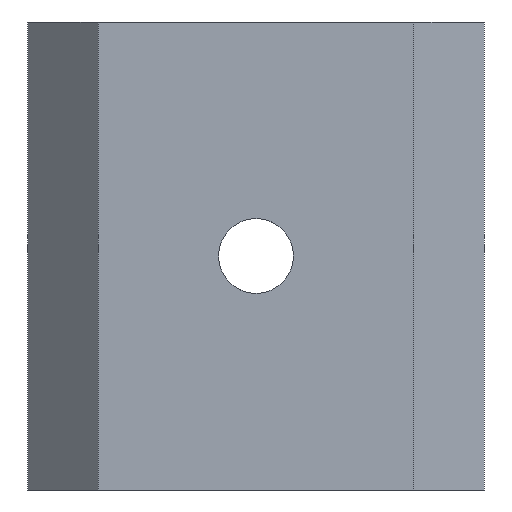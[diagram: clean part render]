
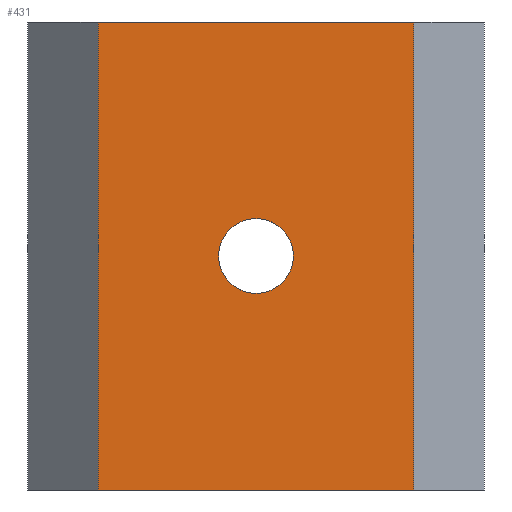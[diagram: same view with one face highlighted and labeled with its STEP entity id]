
A CAD part, front view. The second image highlights one B-rep face of the part: STEP entity #431.
In plain terms, the highlighted planar face has unit normal (0, -1, 0).
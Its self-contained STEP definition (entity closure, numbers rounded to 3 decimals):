
#57=LINE('',#696,#103);
#59=LINE('',#700,#105);
#60=LINE('',#702,#106);
#61=LINE('',#703,#107);
#103=VECTOR('',#551,20.);
#105=VECTOR('',#555,13.5);
#106=VECTOR('',#556,20.);
#107=VECTOR('',#557,13.5);
#121=PLANE('',#458);
#126=FACE_BOUND('',#176,.T.);
#127=CIRCLE('',#446,1.6);
#152=FACE_OUTER_BOUND('',#175,.T.);
#175=EDGE_LOOP('',(#341,#342,#343,#344));
#176=EDGE_LOOP('',(#345));
#190=VERTEX_POINT('',#608);
#225=VERTEX_POINT('',#693);
#226=VERTEX_POINT('',#695);
#227=VERTEX_POINT('',#699);
#228=VERTEX_POINT('',#701);
#231=EDGE_CURVE('',#190,#190,#127,.T.);
#271=EDGE_CURVE('',#226,#225,#57,.T.);
#273=EDGE_CURVE('',#225,#227,#59,.T.);
#274=EDGE_CURVE('',#228,#227,#60,.T.);
#275=EDGE_CURVE('',#226,#228,#61,.T.);
#341=ORIENTED_EDGE('',*,*,#273,.T.);
#342=ORIENTED_EDGE('',*,*,#274,.F.);
#343=ORIENTED_EDGE('',*,*,#275,.F.);
#344=ORIENTED_EDGE('',*,*,#271,.T.);
#345=ORIENTED_EDGE('',*,*,#231,.F.);
#431=ADVANCED_FACE('',(#152,#126),#121,.F.);
#446=AXIS2_PLACEMENT_3D('',#609,#488,#489);
#458=AXIS2_PLACEMENT_3D('',#698,#553,#554);
#488=DIRECTION('center_axis',(0.,-1.,0.));
#489=DIRECTION('ref_axis',(0.,0.,-1.));
#551=DIRECTION('',(0.,0.,-1.));
#553=DIRECTION('center_axis',(0.,1.,0.));
#554=DIRECTION('ref_axis',(0.,0.,1.));
#555=DIRECTION('',(1.,0.,0.));
#556=DIRECTION('',(0.,0.,-1.));
#557=DIRECTION('',(1.,0.,0.));
#608=CARTESIAN_POINT('',(0.,0.,8.4));
#609=CARTESIAN_POINT('Origin',(0.,0.,10.));
#693=CARTESIAN_POINT('',(-6.75,0.,0.));
#695=CARTESIAN_POINT('',(-6.75,0.,20.));
#696=CARTESIAN_POINT('',(-6.75,0.,20.));
#698=CARTESIAN_POINT('Origin',(-6.75,0.,20.));
#699=CARTESIAN_POINT('',(6.75,0.,0.));
#700=CARTESIAN_POINT('',(-6.75,0.,0.));
#701=CARTESIAN_POINT('',(6.75,0.,20.));
#702=CARTESIAN_POINT('',(6.75,0.,20.));
#703=CARTESIAN_POINT('',(-6.75,0.,20.));
